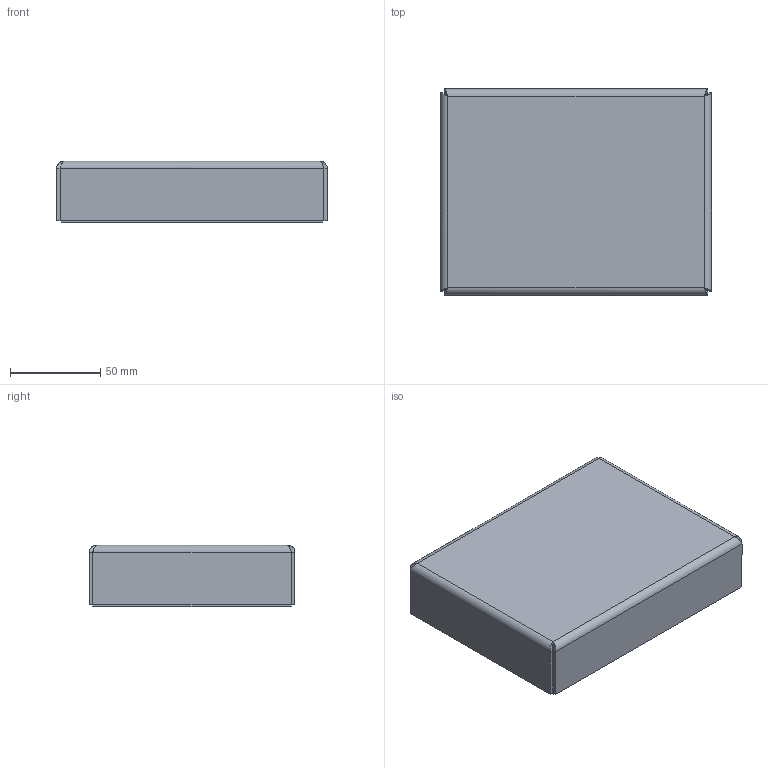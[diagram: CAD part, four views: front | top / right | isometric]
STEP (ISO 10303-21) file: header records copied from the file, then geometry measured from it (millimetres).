
FILE_DESCRIPTION(/* description */ (''),/* implementation_level */ '2;1');
FILE_NAME(/* name */ 'SVMN060150 -.stp',/* time_stamp */ '2019-05-22T14:28:03+02:00',/* author */ ('cr'),/* organization */ (''),/* preprocessor_version */ 'ST-DEVELOPER v17.2',/* originating_system */ 'Autodesk Inventor 2019',/* authorisation */ '');
FILE_SCHEMA (('AUTOMOTIVE_DESIGN { 1 0 10303 214 3 1 1 }'));
Length unit declared in the file: millimetre
Products named in the file (1): Part3
Bounding box: 150 x 114 x 34 mm (x, y, z)
Volume: 98474.7 mm3; surface area: 99916 mm2
Topology: 1 solids, 1 shells, 52 faces, 122 edges, 72 vertices
Faces by surface type: plane 30, cylinder 12, bspline 8, cone 2
Full cylindrical faces by diameter (mm): 6.647 x2, 12 x2
Entity records: 1788 total; most frequent: CARTESIAN_POINT 571, ORIENTED_EDGE 240, DIRECTION 200, EDGE_CURVE 120, LINE 86, VECTOR 86, VERTEX_POINT 72, AXIS2_PLACEMENT_3D 57
